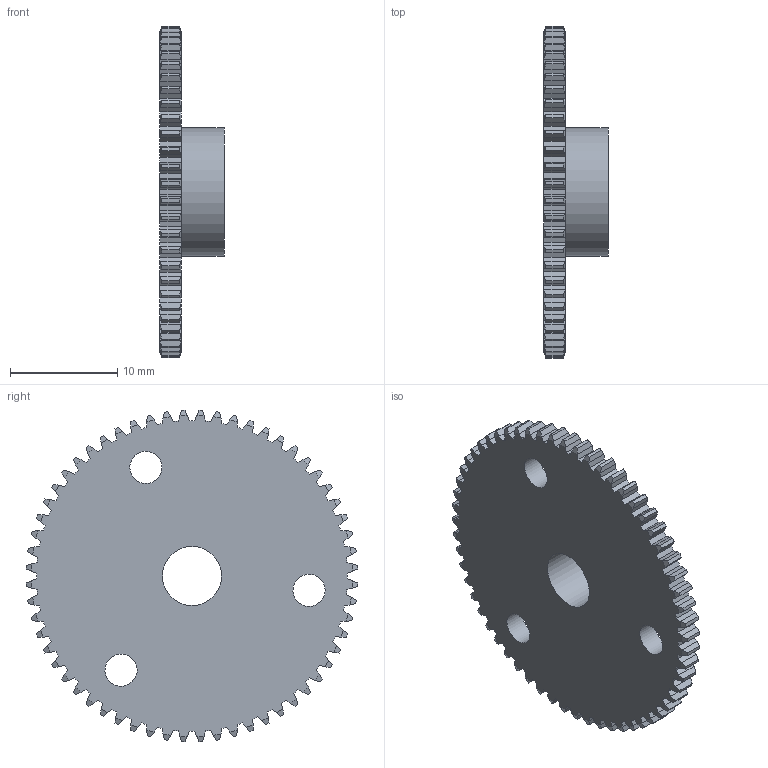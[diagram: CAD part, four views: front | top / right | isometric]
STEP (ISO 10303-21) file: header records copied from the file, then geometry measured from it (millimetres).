
FILE_DESCRIPTION(/* description */ (''),/* implementation_level */ '2;1');
FILE_NAME(/* name */ 'gear_z60_26106000_machined_ipt_39a2c153.STEP',/* time_stamp */ '2021-11-25T15:13:40-03:00',/* author */ (''),/* organization */ (''),/* preprocessor_version */ 'ST-DEVELOPER v18.1',/* originating_system */ 'Autodesk Inventor 2020',/* authorisation */ ' ');
FILE_SCHEMA (('AUTOMOTIVE_DESIGN { 1 0 10303 214 3 1 1 }'));
Length unit declared in the file: millimetre
Products named in the file (1): gear_z60_26106000_machined
Bounding box: 6 x 30.97 x 30.97 mm (x, y, z)
Volume: 1668.8 mm3; surface area: 1963.9 mm2
Topology: 1 solids, 1 shells, 488 faces, 1215 edges, 730 vertices
Faces by surface type: plane 243, cylinder 125, cone 120
Full cylindrical faces by diameter (mm): 3 x3, 5.5 x1, 12 x1
Entity records: 14075 total; most frequent: CARTESIAN_POINT 2914, ORIENTED_EDGE 2430, DIRECTION 2323, EDGE_CURVE 1215, AXIS2_PLACEMENT_3D 859, VERTEX_POINT 730, LINE 605, VECTOR 605
